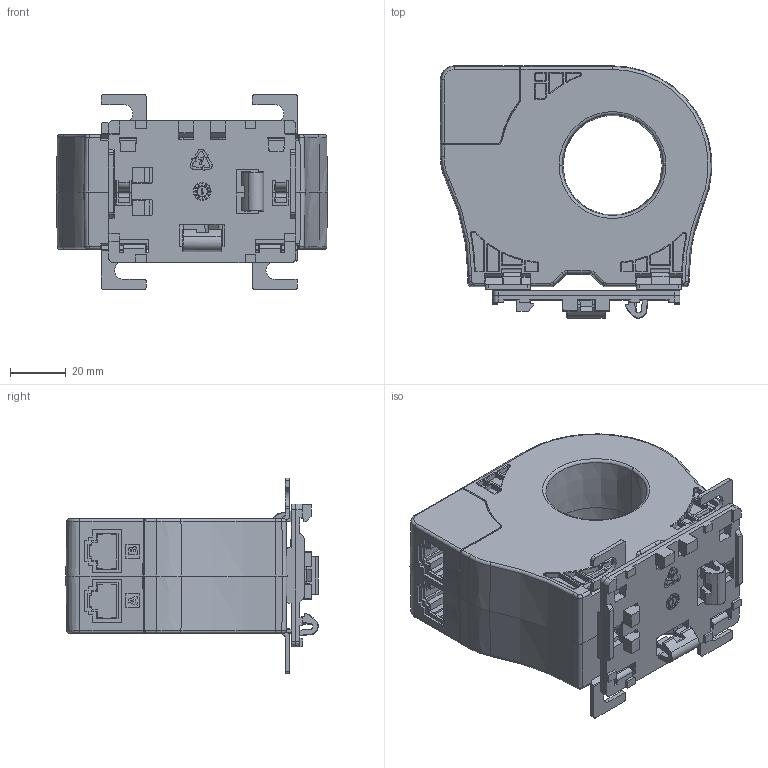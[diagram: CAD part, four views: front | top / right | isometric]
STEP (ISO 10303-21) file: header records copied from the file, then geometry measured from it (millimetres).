
FILE_DESCRIPTION((''),'2;1');
FILE_NAME('WGB-35','2020-11-19T12:20:31',('vmartinez'),(''),'CREO PARAMETRIC BY PTC INC, 2018260','CREO PARAMETRIC BY PTC INC, 2018260','');
FILE_SCHEMA(('AUTOMOTIVE_DESIGN { 1 0 10303 214 1 1 1 1 }'));
Length unit declared in the file: millimetre
Products named in the file (1): WGB-35
Bounding box: 96.89 x 90.13 x 70 mm (x, y, z)
Volume: 192565.7 mm3; surface area: 103231.8 mm2
Topology: 1 solids, 6 shells, 4471 faces, 12456 edges, 8169 vertices
Faces by surface type: plane 3417, cylinder 510, extrusion 180, cone 173, bspline 126, torus 64, sphere 1
Entity records: 196416 total; most frequent: CARTESIAN_POINT 42241, ORIENTED_EDGE 24820, DIRECTION 20464, PRESENTATION_STYLE_ASSIGNMENT 12850, STYLED_ITEM 12480, CURVE_STYLE 12474, EDGE_CURVE 12456, VECTOR 10400
